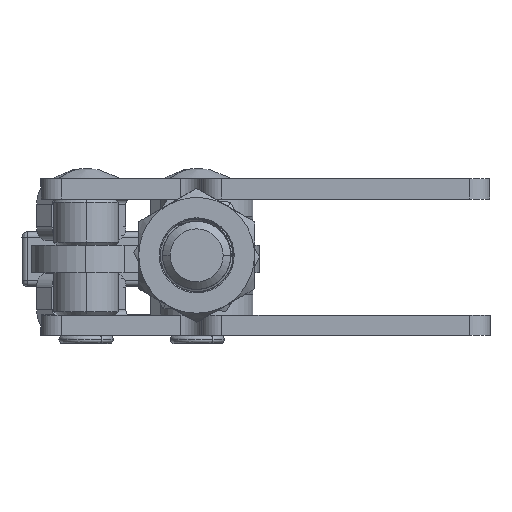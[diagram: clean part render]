
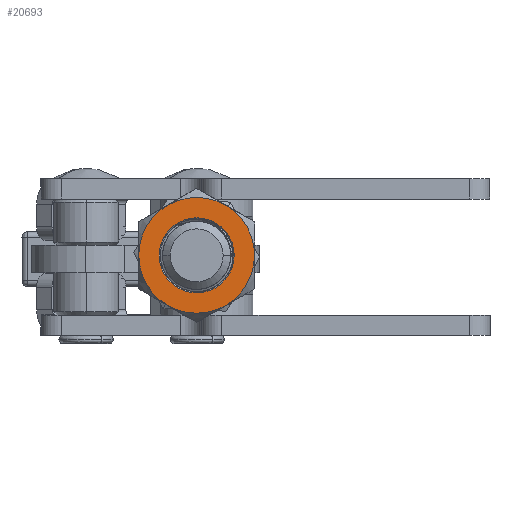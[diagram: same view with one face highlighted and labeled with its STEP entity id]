
A CAD part, left-side view. The second image highlights one B-rep face of the part: STEP entity #20693.
In plain terms, the highlighted face is planar.
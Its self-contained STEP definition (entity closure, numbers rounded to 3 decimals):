
#118 = ORIENTED_EDGE ( 'NONE', *, *, #9406, .F. ) ;
#2771 = VERTEX_POINT ( 'NONE', #20158 ) ;
#6411 = AXIS2_PLACEMENT_3D ( 'NONE', #31203, #11168, #34546 ) ;
#7432 = CIRCLE ( 'NONE', #6411, 8.489 ) ;
#8071 = EDGE_LOOP ( 'NONE', ( #18913, #41469 ) ) ;
#8128 = DIRECTION ( 'NONE',  ( 0., 0., 1. ) ) ;
#8298 = AXIS2_PLACEMENT_3D ( 'NONE', #29083, #9089, #32472 ) ;
#9089 = DIRECTION ( 'NONE',  ( 0., 0., 1. ) ) ;
#9406 = EDGE_CURVE ( 'NONE', #2771, #36365, #7432, .T. ) ;
#9521 = CARTESIAN_POINT ( 'NONE',  ( -5.5, 0., 0. ) ) ;
#10476 = PLANE ( 'NONE',  #33288 ) ;
#11168 = DIRECTION ( 'NONE',  ( 0., 0., 1. ) ) ;
#14919 = CIRCLE ( 'NONE', #8298, 5.5 ) ;
#18454 = CARTESIAN_POINT ( 'NONE',  ( 5.5, 0., 0. ) ) ;
#18913 = ORIENTED_EDGE ( 'NONE', *, *, #34307, .T. ) ;
#19879 = DIRECTION ( 'NONE',  ( 0., 0., 1. ) ) ;
#20158 = CARTESIAN_POINT ( 'NONE',  ( 8.489, 0., 0. ) ) ;
#20648 = DIRECTION ( 'NONE',  ( 1., 0., 0. ) ) ;
#20693 = ADVANCED_FACE ( 'NONE', ( #24402, #34367 ), #10476, .F. ) ;
#22859 = EDGE_CURVE ( 'NONE', #36365, #2771, #35384, .T. ) ;
#23377 = EDGE_CURVE ( 'NONE', #40047, #31287, #14919, .T. ) ;
#24402 = FACE_BOUND ( 'NONE', #8071, .T. ) ;
#25618 = AXIS2_PLACEMENT_3D ( 'NONE', #28118, #8128, #31483 ) ;
#27917 = CIRCLE ( 'NONE', #34260, 5.5 ) ;
#28118 = CARTESIAN_POINT ( 'NONE',  ( 0., 0., 0. ) ) ;
#29083 = CARTESIAN_POINT ( 'NONE',  ( 0., 0., 0. ) ) ;
#31203 = CARTESIAN_POINT ( 'NONE',  ( 0., 0., 0. ) ) ;
#31287 = VERTEX_POINT ( 'NONE', #9521 ) ;
#31483 = DIRECTION ( 'NONE',  ( 1., 0., 0. ) ) ;
#32472 = DIRECTION ( 'NONE',  ( 1., 0., 0. ) ) ;
#33288 = AXIS2_PLACEMENT_3D ( 'NONE', #37383, #40740, #20648 ) ;
#34260 = AXIS2_PLACEMENT_3D ( 'NONE', #39986, #19879, #43325 ) ;
#34307 = EDGE_CURVE ( 'NONE', #31287, #40047, #27917, .T. ) ;
#34367 = FACE_OUTER_BOUND ( 'NONE', #41430, .T. ) ;
#34546 = DIRECTION ( 'NONE',  ( 1., 0., 0. ) ) ;
#35384 = CIRCLE ( 'NONE', #25618, 8.489 ) ;
#36365 = VERTEX_POINT ( 'NONE', #41084 ) ;
#37383 = CARTESIAN_POINT ( 'NONE',  ( 0., 0., 0. ) ) ;
#39986 = CARTESIAN_POINT ( 'NONE',  ( 0., 0., 0. ) ) ;
#40047 = VERTEX_POINT ( 'NONE', #18454 ) ;
#40740 = DIRECTION ( 'NONE',  ( 0., 0., 1. ) ) ;
#41084 = CARTESIAN_POINT ( 'NONE',  ( -8.489, 0., 0. ) ) ;
#41430 = EDGE_LOOP ( 'NONE', ( #118, #43335 ) ) ;
#41469 = ORIENTED_EDGE ( 'NONE', *, *, #23377, .T. ) ;
#43325 = DIRECTION ( 'NONE',  ( 1., 0., 0. ) ) ;
#43335 = ORIENTED_EDGE ( 'NONE', *, *, #22859, .F. ) ;
